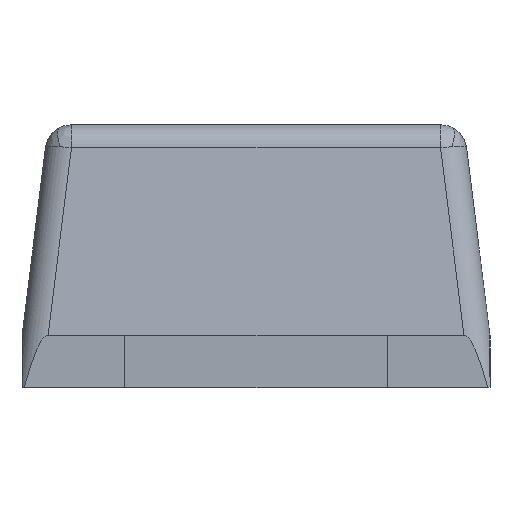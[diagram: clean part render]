
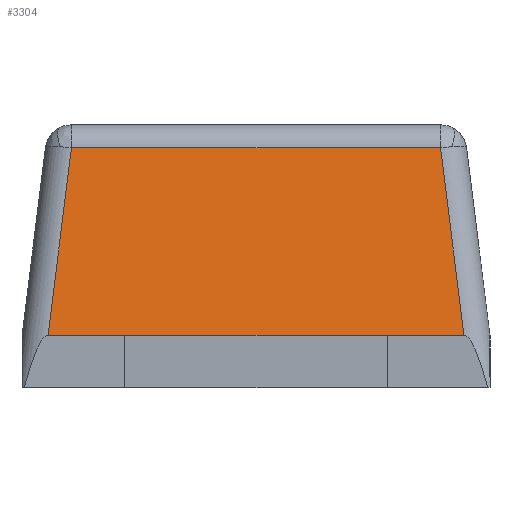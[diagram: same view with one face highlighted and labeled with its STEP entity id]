
A CAD part, left-side view. The second image highlights one B-rep face of the part: STEP entity #3304.
In plain terms, the highlighted planar face has unit normal (-0.992, 0, 0.124).
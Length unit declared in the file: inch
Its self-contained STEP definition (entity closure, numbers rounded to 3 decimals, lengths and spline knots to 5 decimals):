
#72 = DIRECTION ( 'NONE',  ( -0.123, 0.123, -0.985 ) ) ;
#143 = CARTESIAN_POINT ( 'NONE',  ( -0.05512, 0.01752, 0.00783 ) ) ;
#149 = CARTESIAN_POINT ( 'NONE',  ( -0.05161, 0.00876, 0.03588 ) ) ;
#190 = FACE_OUTER_BOUND ( 'NONE', #3491, .T. ) ;
#216 = DIRECTION ( 'NONE',  ( 0., -1., 0. ) ) ;
#418 = DIRECTION ( 'NONE',  ( 0.124, 0., 0.992 ) ) ;
#444 = DIRECTION ( 'NONE',  ( 0., -1., 0. ) ) ;
#464 = LINE ( 'NONE', #149, #3054 ) ;
#548 = ORIENTED_EDGE ( 'NONE', *, *, #3038, .T. ) ;
#661 = CARTESIAN_POINT ( 'NONE',  ( -0.05161, 0.02763, 0.03588 ) ) ;
#668 = AXIS2_PLACEMENT_3D ( 'NONE', #3788, #1103, #418 ) ;
#871 = VECTOR ( 'NONE', #2803, 39.37008 ) ;
#876 = ORIENTED_EDGE ( 'NONE', *, *, #3460, .T. ) ;
#921 = VECTOR ( 'NONE', #72, 39.37008 ) ;
#995 = CARTESIAN_POINT ( 'NONE',  ( -0.05161, -0.02763, 0.03588 ) ) ;
#1103 = DIRECTION ( 'NONE',  ( -0.992, 0., 0.124 ) ) ;
#1141 = CARTESIAN_POINT ( 'NONE',  ( -0.05512, -0.03113, 0.00783 ) ) ;
#1185 = VERTEX_POINT ( 'NONE', #1642 ) ;
#1271 = CARTESIAN_POINT ( 'NONE',  ( -0.05512, -0.03113, 0.00783 ) ) ;
#1279 = EDGE_CURVE ( 'NONE', #1482, #3360, #3355, .T. ) ;
#1303 = CARTESIAN_POINT ( 'NONE',  ( -0.05512, 0.01752, 0.00783 ) ) ;
#1453 = CARTESIAN_POINT ( 'NONE',  ( -0.05512, 0.01969, 0.00783 ) ) ;
#1482 = VERTEX_POINT ( 'NONE', #1141 ) ;
#1599 = LINE ( 'NONE', #3716, #871 ) ;
#1614 = CARTESIAN_POINT ( 'NONE',  ( -0.05512, -0.01969, 0.00783 ) ) ;
#1642 = CARTESIAN_POINT ( 'NONE',  ( -0.05512, 0.03113, 0.00783 ) ) ;
#1668 = CARTESIAN_POINT ( 'NONE',  ( -0.05161, 0.02763, 0.03588 ) ) ;
#1695 = VECTOR ( 'NONE', #3695, 39.37008 ) ;
#2123 = VERTEX_POINT ( 'NONE', #1614 ) ;
#2145 = ORIENTED_EDGE ( 'NONE', *, *, #3453, .T. ) ;
#2608 = PLANE ( 'NONE',  #668 ) ;
#2631 = VERTEX_POINT ( 'NONE', #1453 ) ;
#2779 = VERTEX_POINT ( 'NONE', #1668 ) ;
#2803 = DIRECTION ( 'NONE',  ( 0., -1., 0. ) ) ;
#3038 = EDGE_CURVE ( 'NONE', #2779, #1185, #3359, .T. ) ;
#3054 = VECTOR ( 'NONE', #444, 39.37008 ) ;
#3136 = EDGE_CURVE ( 'NONE', #2779, #3360, #464, .T. ) ;
#3187 = LINE ( 'NONE', #143, #3670 ) ;
#3304 = ADVANCED_FACE ( 'NONE', ( #190 ), #2608, .T. ) ;
#3348 = LINE ( 'NONE', #1303, #1695 ) ;
#3355 = LINE ( 'NONE', #1271, #3571 ) ;
#3359 = LINE ( 'NONE', #661, #921 ) ;
#3360 = VERTEX_POINT ( 'NONE', #995 ) ;
#3380 = DIRECTION ( 'NONE',  ( 0.123, 0.123, 0.985 ) ) ;
#3453 = EDGE_CURVE ( 'NONE', #2123, #1482, #1599, .T. ) ;
#3460 = EDGE_CURVE ( 'NONE', #2631, #2123, #3348, .T. ) ;
#3472 = ORIENTED_EDGE ( 'NONE', *, *, #3498, .T. ) ;
#3491 = EDGE_LOOP ( 'NONE', ( #876, #2145, #3594, #3765, #548, #3472 ) ) ;
#3498 = EDGE_CURVE ( 'NONE', #1185, #2631, #3187, .T. ) ;
#3571 = VECTOR ( 'NONE', #3380, 39.37008 ) ;
#3594 = ORIENTED_EDGE ( 'NONE', *, *, #1279, .T. ) ;
#3670 = VECTOR ( 'NONE', #216, 39.37008 ) ;
#3695 = DIRECTION ( 'NONE',  ( 0., -1., 0. ) ) ;
#3716 = CARTESIAN_POINT ( 'NONE',  ( -0.05512, 0.01752, 0.00783 ) ) ;
#3765 = ORIENTED_EDGE ( 'NONE', *, *, #3136, .F. ) ;
#3788 = CARTESIAN_POINT ( 'NONE',  ( -0.05315, 0.01752, 0.02358 ) ) ;
